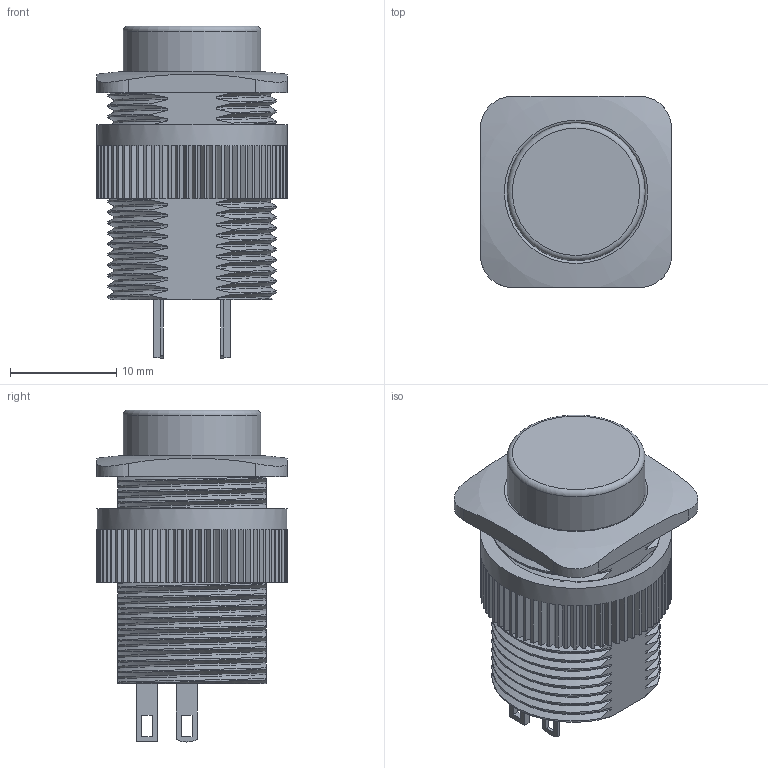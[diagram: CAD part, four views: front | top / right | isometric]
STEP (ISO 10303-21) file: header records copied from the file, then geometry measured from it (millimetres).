
FILE_DESCRIPTION(/* description */ (''),/* implementation_level */ '2;1');
FILE_NAME(/* name */ 'LED Pushbutton.step',/* time_stamp */ '2022-08-24T13:13:22-04:00',/* author */ (''),/* organization */ (''),/* preprocessor_version */ 'ST-DEVELOPER v19',/* originating_system */ 'Autodesk Translation Framework v11.7.0.108',/* authorisation */ '');
FILE_SCHEMA (('AUTOMOTIVE_DESIGN { 1 0 10303 214 3 1 1 }'));
Length unit declared in the file: millimetre
Products named in the file (9): LED Pushbutton; Top; Bezel; Barrel; Lock Nut; Lug; Lug 2; Lug(Mirror); Lug 2(Mirror)
Assembly tree (8 placements, depth 2):
  LED Pushbutton
    Top
    Bezel
    Barrel
    Lock Nut
    Lug
    Lug 2
    Lug(Mirror)
    Lug 2(Mirror)
Bounding box: 18 x 18 x 31.3 mm (x, y, z)
Volume: 5089.7 mm3; surface area: 4201 mm2
Topology: 8 solids, 8 shells, 442 faces, 1282 edges, 855 vertices
Faces by surface type: plane 252, cylinder 105, bspline 83, torus 2
Full cylindrical faces by diameter (mm): 13 x2, 14.741 x6, 15.884 x6, 18 x1
Entity records: 21744 total; most frequent: CARTESIAN_POINT 10586, ORIENTED_EDGE 2564, DIRECTION 1826, EDGE_CURVE 1282, VERTEX_POINT 855, LINE 752, VECTOR 752, AXIS2_PLACEMENT_3D 537
